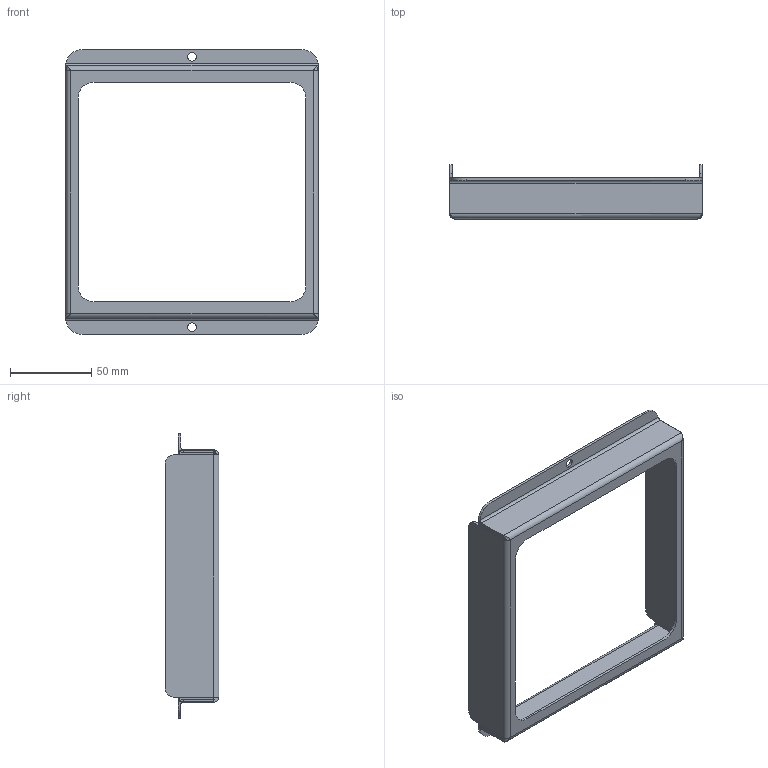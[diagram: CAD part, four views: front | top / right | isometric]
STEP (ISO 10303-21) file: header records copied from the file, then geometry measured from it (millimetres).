
FILE_DESCRIPTION(/* description */ (''),/* implementation_level */ '2;1');
FILE_NAME(/* name */ '201-0002 Rev A3 reservoirsm.stp',/* time_stamp */ '2019-05-14T23:10:53-07:00',/* author */ ('cruiser'),/* organization */ (''),/* preprocessor_version */ 'ST-DEVELOPER v17',/* originating_system */ 'Autodesk Inventor 2019',/* authorisation */ '');
FILE_SCHEMA (('AUTOMOTIVE_DESIGN { 1 0 10303 214 3 1 1 }'));
Length unit declared in the file: millimetre
Products named in the file (3): reservoirsm_weldment; reservoirsm_weldment_1; reservoirsm
Assembly tree (2 placements, depth 2):
  reservoirsm_weldment
    reservoirsm_weldment_1
    reservoirsm
Bounding box: 155 x 33 x 174.7 mm (x, y, z)
Volume: 37965.6 mm3; surface area: 50487.6 mm2
Topology: 5 solids, 5 shells, 126 faces, 308 edges, 184 vertices
Faces by surface type: plane 64, cylinder 32, bspline 30
Full cylindrical faces by diameter (mm): 5.25 x2
Entity records: 4388 total; most frequent: CARTESIAN_POINT 1529, ORIENTED_EDGE 604, DIRECTION 502, EDGE_CURVE 302, VERTEX_POINT 184, LINE 174, VECTOR 174, AXIS2_PLACEMENT_3D 164
